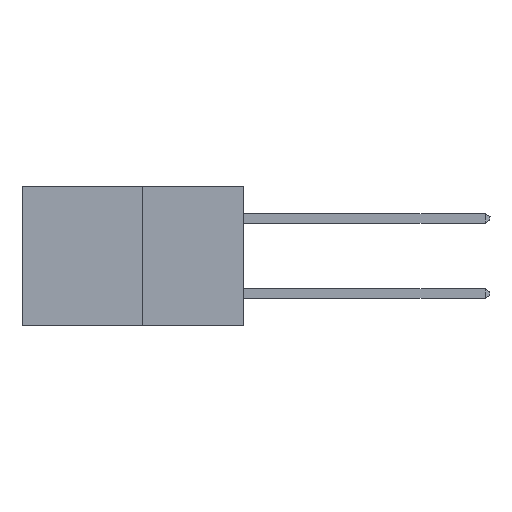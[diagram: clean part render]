
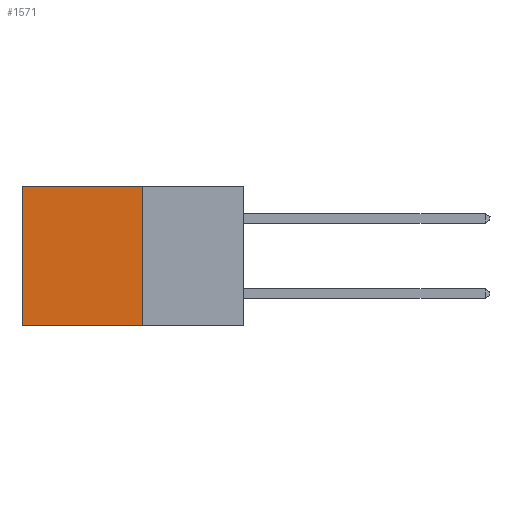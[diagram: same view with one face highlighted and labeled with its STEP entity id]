
A CAD part, left-side view. The second image highlights one B-rep face of the part: STEP entity #1571.
In plain terms, the highlighted planar face has unit normal (-1, 0, 0).
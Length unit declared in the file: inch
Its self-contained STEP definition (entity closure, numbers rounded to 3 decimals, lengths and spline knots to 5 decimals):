
#92 = VERTEX_POINT ( 'NONE', #10240 ) ;
#175 = ORIENTED_EDGE ( 'NONE', *, *, #4429, .F. ) ;
#596 = LINE ( 'NONE', #6348, #5471 ) ;
#839 = DIRECTION ( 'NONE',  ( 0., 0., -1. ) ) ;
#1074 = VECTOR ( 'NONE', #839, 39.37008 ) ;
#1176 = DIRECTION ( 'NONE',  ( 0., 0., -1. ) ) ;
#1571 = ADVANCED_FACE ( 'NONE', ( #5133 ), #1784, .F. ) ;
#1738 = LINE ( 'NONE', #6668, #5254 ) ;
#1784 = PLANE ( 'NONE',  #4510 ) ;
#1955 = CARTESIAN_POINT ( 'NONE',  ( 0.277, 0.59, 0. ) ) ;
#2127 = EDGE_LOOP ( 'NONE', ( #4962, #175, #8557, #3745 ) ) ;
#2179 = CARTESIAN_POINT ( 'NONE',  ( 0.277, 0.27, -0.37 ) ) ;
#2254 = EDGE_CURVE ( 'NONE', #92, #10589, #1738, .T. ) ;
#2442 = CARTESIAN_POINT ( 'NONE',  ( 0.277, 0.59, -0.37 ) ) ;
#2478 = EDGE_CURVE ( 'NONE', #92, #8799, #7671, .T. ) ;
#3288 = CARTESIAN_POINT ( 'NONE',  ( 0.277, 0.27, -0.37 ) ) ;
#3745 = ORIENTED_EDGE ( 'NONE', *, *, #2254, .T. ) ;
#3861 = DIRECTION ( 'NONE',  ( 0., 1., 0. ) ) ;
#4429 = EDGE_CURVE ( 'NONE', #8799, #10973, #5764, .T. ) ;
#4510 = AXIS2_PLACEMENT_3D ( 'NONE', #3288, #8227, #7235 ) ;
#4962 = ORIENTED_EDGE ( 'NONE', *, *, #4998, .T. ) ;
#4998 = EDGE_CURVE ( 'NONE', #10589, #10973, #596, .T. ) ;
#5133 = FACE_OUTER_BOUND ( 'NONE', #2127, .T. ) ;
#5254 = VECTOR ( 'NONE', #6656, 39.37008 ) ;
#5471 = VECTOR ( 'NONE', #1176, 39.37008 ) ;
#5764 = LINE ( 'NONE', #2179, #8007 ) ;
#6348 = CARTESIAN_POINT ( 'NONE',  ( 0.277, 0.59, -0.37 ) ) ;
#6656 = DIRECTION ( 'NONE',  ( 0., 1., 0. ) ) ;
#6668 = CARTESIAN_POINT ( 'NONE',  ( 0.277, 0.27, 0. ) ) ;
#7235 = DIRECTION ( 'NONE',  ( 0., 0., -1. ) ) ;
#7671 = LINE ( 'NONE', #8580, #1074 ) ;
#8007 = VECTOR ( 'NONE', #3861, 39.37008 ) ;
#8227 = DIRECTION ( 'NONE',  ( 1., 0., 0. ) ) ;
#8557 = ORIENTED_EDGE ( 'NONE', *, *, #2478, .F. ) ;
#8580 = CARTESIAN_POINT ( 'NONE',  ( 0.277, 0.27, -0.37 ) ) ;
#8799 = VERTEX_POINT ( 'NONE', #9913 ) ;
#9913 = CARTESIAN_POINT ( 'NONE',  ( 0.277, 0.27, -0.37 ) ) ;
#10240 = CARTESIAN_POINT ( 'NONE',  ( 0.277, 0.27, 0. ) ) ;
#10589 = VERTEX_POINT ( 'NONE', #1955 ) ;
#10973 = VERTEX_POINT ( 'NONE', #2442 ) ;
